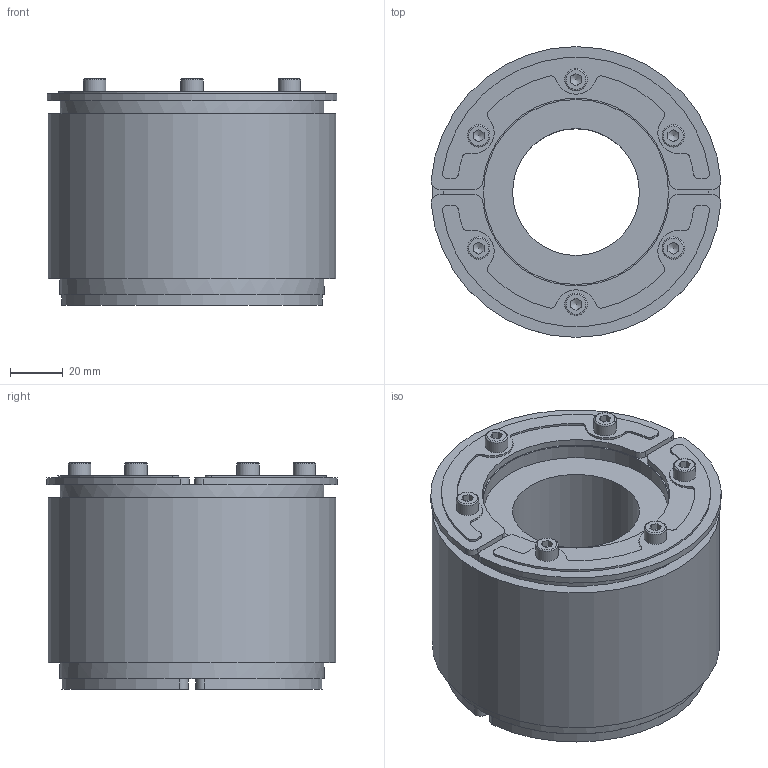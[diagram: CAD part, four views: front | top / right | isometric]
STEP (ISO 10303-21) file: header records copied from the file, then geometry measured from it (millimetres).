
FILE_DESCRIPTION((''),'2;1');
FILE_NAME('RS100 OMD WOC.stp','2014-11-06T16:49:21',('se-emikul'),(''),'Autodesk Inventor 2013','Autodesk Inventor 2013','');
FILE_SCHEMA(('AUTOMOTIVE_DESIGN { 1 0 10303 214 1 1 1 1 }'));
Length unit declared in the file: millimetre
Products named in the file (1): Part19
Bounding box: 109.67 x 110 x 85.8 mm (x, y, z)
Volume: 541682.1 mm3; surface area: 64566.5 mm2
Topology: 1 solids, 1 shells, 214 faces, 559 edges, 367 vertices
Faces by surface type: cylinder 120, plane 82, torus 6, cone 6
Full cylindrical faces by diameter (mm): 4.334 x6, 5 x6, 8.5 x6, 48 x1, 70 x2, 100 x2, 108.8 x1
Entity records: 6637 total; most frequent: DIRECTION 1164, CARTESIAN_POINT 1157, ORIENTED_EDGE 1026, EDGE_CURVE 513, AXIS2_PLACEMENT_3D 472, VERTEX_POINT 357, EDGE_LOOP 284, CIRCLE 257
